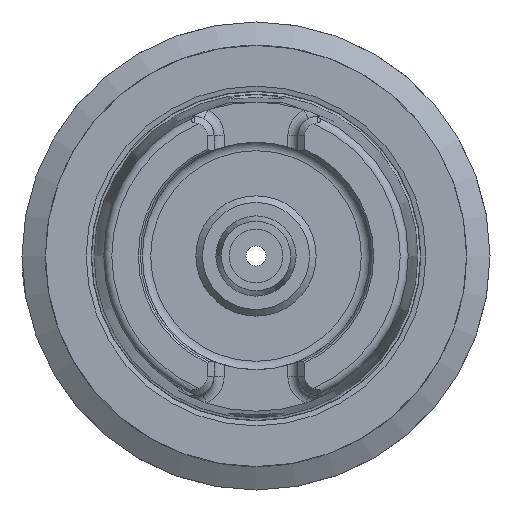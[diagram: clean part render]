
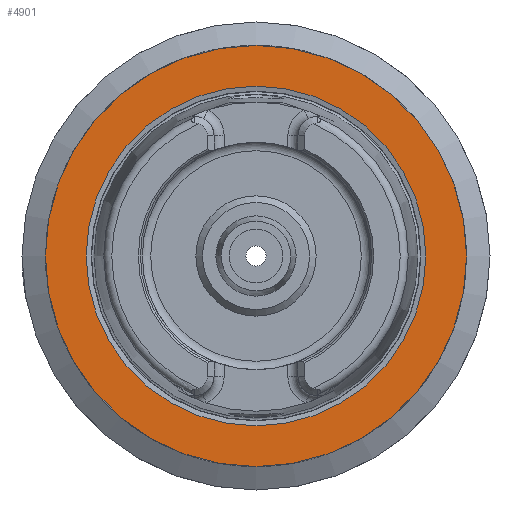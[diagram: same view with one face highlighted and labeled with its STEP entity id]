
A CAD part, left-side view. The second image highlights one B-rep face of the part: STEP entity #4901.
In plain terms, the highlighted planar face has unit normal (-1, 0, 0).
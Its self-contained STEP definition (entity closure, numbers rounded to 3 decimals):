
#4092=CARTESIAN_POINT('',(0.0,31.5,0.0));
#4093=VERTEX_POINT('',#4092);
#4094=CARTESIAN_POINT('',(0.0,0.0,0.0));
#4095=DIRECTION('',(1.0,0.0,0.0));
#4096=DIRECTION('',(0.0,1.0,0.0));
#4097=AXIS2_PLACEMENT_3D('',#4094,#4095,#4096);
#4098=CIRCLE('',#4097,31.5);
#4099=EDGE_CURVE('',#4093,#4093,#4098,.T.);
#4875=CARTESIAN_POINT('',(0.0,25.4,0.0));
#4876=VERTEX_POINT('',#4875);
#4877=CARTESIAN_POINT('',(0.0,0.0,0.0));
#4878=DIRECTION('',(1.0,0.0,0.0));
#4879=DIRECTION('',(0.0,1.0,0.0));
#4880=AXIS2_PLACEMENT_3D('',#4877,#4878,#4879);
#4881=CIRCLE('',#4880,25.4);
#4882=EDGE_CURVE('',#4876,#4876,#4881,.T.);
#4890=CARTESIAN_POINT('',(0.0,28.45,0.0));
#4891=DIRECTION('',(-1.0,0.0,0.0));
#4892=DIRECTION('',(0.0,0.0,1.0));
#4893=AXIS2_PLACEMENT_3D('',#4890,#4891,#4892);
#4894=PLANE('',#4893);
#4895=ORIENTED_EDGE('',*,*,#4099,.F.);
#4896=EDGE_LOOP('',(#4895));
#4897=FACE_OUTER_BOUND('',#4896,.T.);
#4898=ORIENTED_EDGE('',*,*,#4882,.T.);
#4899=EDGE_LOOP('',(#4898));
#4900=FACE_BOUND('',#4899,.T.);
#4901=ADVANCED_FACE('',(#4897,#4900),#4894,.T.);
